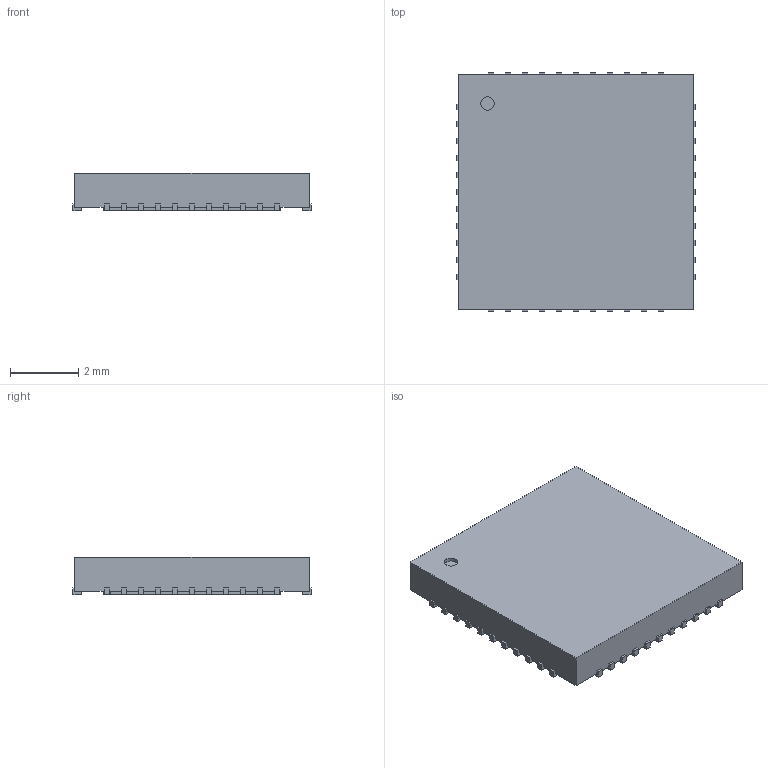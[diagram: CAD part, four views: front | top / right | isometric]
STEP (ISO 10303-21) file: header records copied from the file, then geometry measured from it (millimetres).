
FILE_DESCRIPTION(/* description */ ('model of QFN-44-1EP_7x7mm_P0.5mm_EP5.2x5.2mm'),/* implementation_level */ '2;1');
FILE_NAME(/* name */ 'QFN-44-1EP_7x7mm_P0.5mm_EP5.2x5.2mm.step',/* time_stamp */ '2018-11-02T18:11:36',/* author */ ('kicad StepUp','ksu'),/* organization */ ('FreeCAD'),/* preprocessor_version */ 'OCC',/* originating_system */ 'kicad StepUp',/* authorisation */ '');
FILE_SCHEMA(('AUTOMOTIVE_DESIGN { 1 0 10303 214 1 1 1 1 }'));
Length unit declared in the file: millimetre
Products named in the file (1): QFN_44_1EP_7x7mm_P05mm_EP52x52mm
Bounding box: 7 x 7 x 1.1 mm (x, y, z)
Volume: 50.5 mm3; surface area: 129.9 mm2
Topology: 1 solids, 1 shells, 278 faces, 822 edges, 548 vertices
Faces by surface type: plane 277, cylinder 1
Full cylindrical faces by diameter (mm): 0.4 x1
Entity records: 6288 total; most frequent: ORIENTED_EDGE 1418, CARTESIAN_POINT 959, EDGE_CURVE 822, LINE 776, VERTEX_POINT 548, AXIS2_PLACEMENT_3D 280, FACE_BOUND 280, EDGE_LOOP 280
